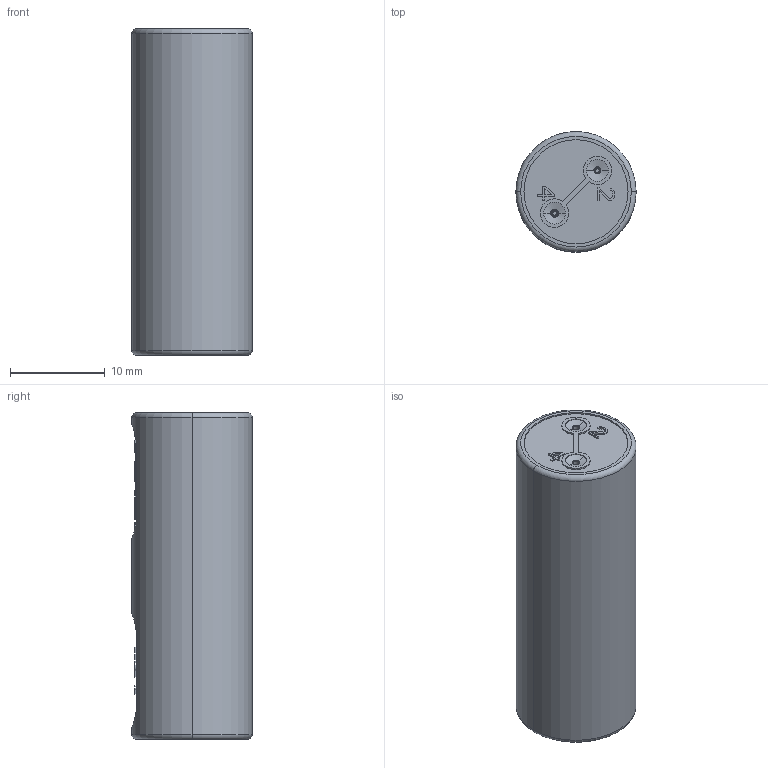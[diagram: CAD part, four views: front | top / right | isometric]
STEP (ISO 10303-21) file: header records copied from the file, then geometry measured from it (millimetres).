
FILE_DESCRIPTION((''),'2;1');
FILE_NAME('111928202','2020-01-15T',('presta_be4'),(''),'CREO PARAMETRIC BY PTC INC, 2018360','CREO PARAMETRIC BY PTC INC, 2018360','');
FILE_SCHEMA(('CONFIG_CONTROL_DESIGN'));
Length unit declared in the file: millimetre
Products named in the file (1): 111928202
Bounding box: 12.7 x 12.7 x 34.5 mm (x, y, z)
Volume: 3967.3 mm3; surface area: 2644 mm2
Topology: 1 solids, 1 shells, 1213 faces, 3221 edges, 2098 vertices
Faces by surface type: plane 907, cylinder 158, torus 92, cone 32, bspline 24
Entity records: 39513 total; most frequent: CARTESIAN_POINT 9048, ORIENTED_EDGE 6442, DIRECTION 6075, EDGE_CURVE 3221, VECTOR 2577, LINE 2577, VERTEX_POINT 2098, AXIS2_PLACEMENT_3D 1749
